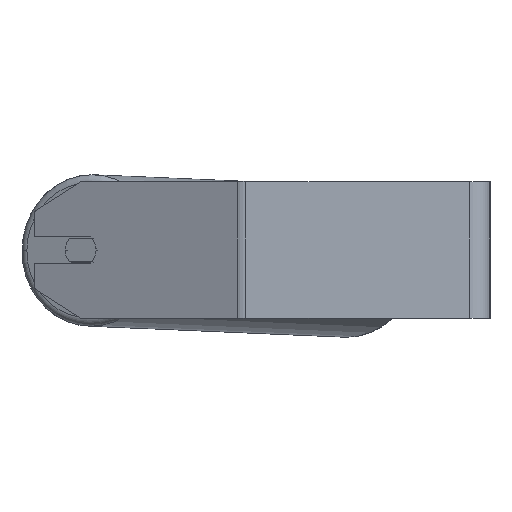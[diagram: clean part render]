
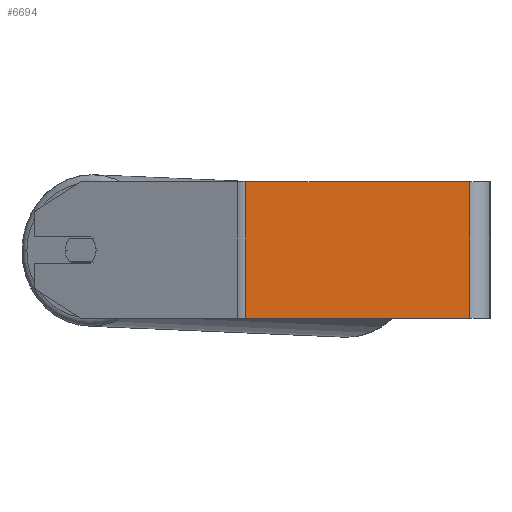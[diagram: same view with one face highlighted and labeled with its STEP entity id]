
A CAD part, left-side view. The second image highlights one B-rep face of the part: STEP entity #6694.
In plain terms, the highlighted planar face has unit normal (-1, 0, 0).
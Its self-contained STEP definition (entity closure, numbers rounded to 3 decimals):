
#19 = CARTESIAN_POINT ( 'NONE',  ( -405., 12., 40. ) ) ;
#212 = CARTESIAN_POINT ( 'NONE',  ( -405., 12., -40. ) ) ;
#463 = ORIENTED_EDGE ( 'NONE', *, *, #1653, .T. ) ;
#774 = CARTESIAN_POINT ( 'NONE',  ( -405., 143.38, 40. ) ) ;
#850 = CARTESIAN_POINT ( 'NONE',  ( -405., 146.041, 40. ) ) ;
#928 = VERTEX_POINT ( 'NONE', #5468 ) ;
#949 = DIRECTION ( 'NONE',  ( 1., 0., 0. ) ) ;
#1115 = LINE ( 'NONE', #19, #3410 ) ;
#1156 = EDGE_CURVE ( 'NONE', #928, #4980, #4269, .T. ) ;
#1236 = LINE ( 'NONE', #1916, #7047 ) ;
#1653 = EDGE_CURVE ( 'NONE', #2024, #928, #1236, .T. ) ;
#1661 = ORIENTED_EDGE ( 'NONE', *, *, #2270, .F. ) ;
#1786 = ORIENTED_EDGE ( 'NONE', *, *, #1156, .T. ) ;
#1916 = CARTESIAN_POINT ( 'NONE',  ( -405., 143.38, 40. ) ) ;
#2024 = VERTEX_POINT ( 'NONE', #774 ) ;
#2059 = ORIENTED_EDGE ( 'NONE', *, *, #5578, .F. ) ;
#2164 = EDGE_LOOP ( 'NONE', ( #1786, #2059, #1661, #463 ) ) ;
#2270 = EDGE_CURVE ( 'NONE', #2024, #5129, #3046, .T. ) ;
#3046 = LINE ( 'NONE', #850, #4708 ) ;
#3410 = VECTOR ( 'NONE', #4573, 1000. ) ;
#3632 = VECTOR ( 'NONE', #4184, 1000. ) ;
#3843 = CARTESIAN_POINT ( 'NONE',  ( -405., 12., 40. ) ) ;
#4184 = DIRECTION ( 'NONE',  ( 0., -1., 0. ) ) ;
#4269 = LINE ( 'NONE', #5799, #3632 ) ;
#4573 = DIRECTION ( 'NONE',  ( 0., 0., -1. ) ) ;
#4708 = VECTOR ( 'NONE', #5287, 1000. ) ;
#4735 = DIRECTION ( 'NONE',  ( 0., 0., -1. ) ) ;
#4904 = CARTESIAN_POINT ( 'NONE',  ( -405., 146.041, 40. ) ) ;
#4980 = VERTEX_POINT ( 'NONE', #212 ) ;
#5129 = VERTEX_POINT ( 'NONE', #3843 ) ;
#5287 = DIRECTION ( 'NONE',  ( 0., -1., 0. ) ) ;
#5468 = CARTESIAN_POINT ( 'NONE',  ( -405., 143.38, -40. ) ) ;
#5578 = EDGE_CURVE ( 'NONE', #5129, #4980, #1115, .T. ) ;
#5799 = CARTESIAN_POINT ( 'NONE',  ( -405., 146.041, -40. ) ) ;
#6058 = DIRECTION ( 'NONE',  ( 0., 0., -1. ) ) ;
#6543 = FACE_OUTER_BOUND ( 'NONE', #2164, .T. ) ;
#6584 = AXIS2_PLACEMENT_3D ( 'NONE', #4904, #949, #6058 ) ;
#6694 = ADVANCED_FACE ( 'NONE', ( #6543 ), #7218, .F. ) ;
#7047 = VECTOR ( 'NONE', #4735, 1000. ) ;
#7218 = PLANE ( 'NONE',  #6584 ) ;
